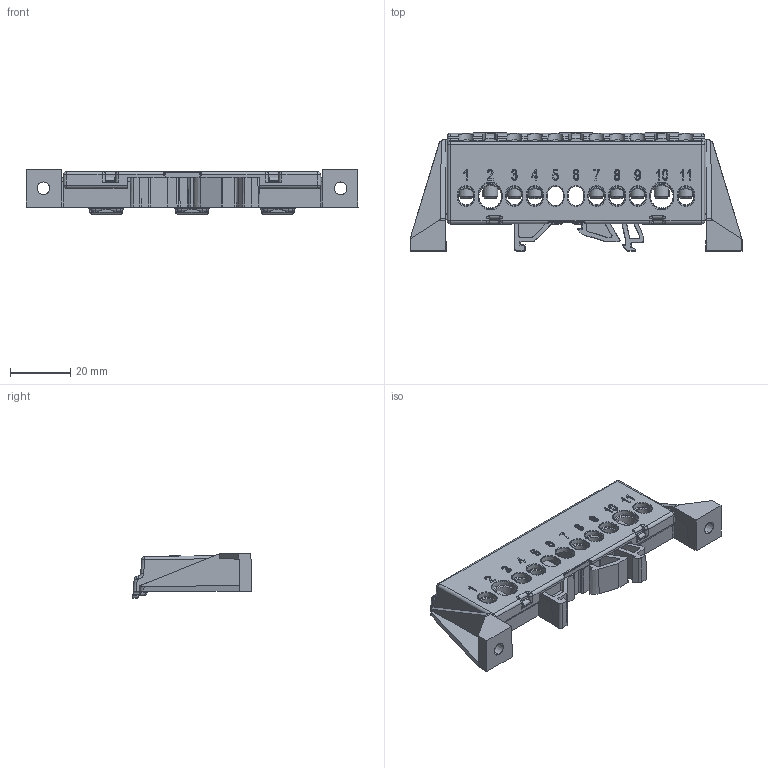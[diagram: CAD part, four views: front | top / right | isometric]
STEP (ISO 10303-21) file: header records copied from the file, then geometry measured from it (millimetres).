
FILE_DESCRIPTION (( 'STEP AP214' ), '1' );
FILE_NAME ('KSN-2-8x12 (04+05).STEP', '2023-11-03T11:51:14', ( '' ), ( '' ), 'SwSTEP 2.0', 'SolidWorks 2022', '' );
FILE_SCHEMA (( 'AUTOMOTIVE_DESIGN' ));
Length unit declared in the file: millimetre
Products named in the file (8): BHBT-3-8x12.05.00; BHBT-3-8x12.04.01; Винт М5х10_20140212; BHBT-3-8x12.04.00; Holder8x12-11-уклоны_уклоны; BHBT-3-8x12.05.01; KSN-2-8x12 (04+05); Cover 11
Assembly tree (15 placements, depth 3):
  KSN-2-8x12 (04+05)
    Holder8x12-11-уклоны_уклоны
    Cover 11
    BHBT-3-8x12.04.00
      BHBT-3-8x12.04.01
      Винт М5х10_20140212  x4
    BHBT-3-8x12.05.00
      BHBT-3-8x12.05.01
      Винт М5х10_20140212  x5
Bounding box: 109.89 x 39.24 x 14.83 mm (x, y, z)
Volume: 20594.3 mm3; surface area: 24475.9 mm2
Topology: 13 solids, 13 shells, 1550 faces, 4237 edges, 2709 vertices
Faces by surface type: plane 723, cylinder 377, cone 184, torus 140, bspline 114, sphere 12
Entity records: 42802 total; most frequent: CARTESIAN_POINT 14756, ORIENTED_EDGE 6310, DIRECTION 5056, EDGE_CURVE 3155, VERTEX_POINT 2027, VECTOR 1868, LINE 1868, AXIS2_PLACEMENT_3D 1594
